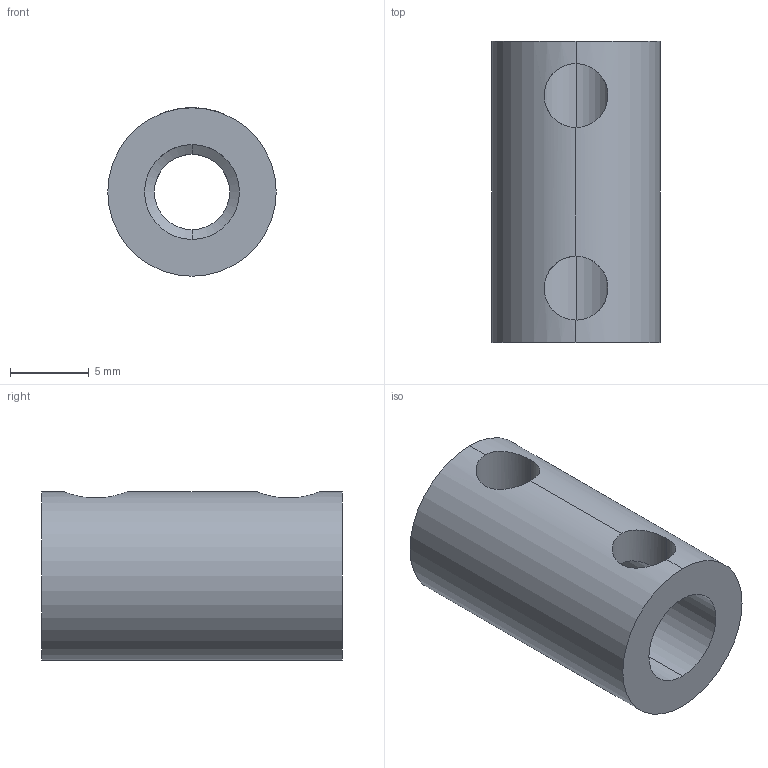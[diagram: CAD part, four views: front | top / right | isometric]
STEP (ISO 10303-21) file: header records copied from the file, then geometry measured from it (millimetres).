
FILE_DESCRIPTION (( 'STEP AP203' ), '1' );
FILE_NAME ('625178.STEP', '2015-04-09T20:11:22', ( 'Kyle' ), ( 'Microsoft' ), 'SwSTEP 2.0', 'SolidWorks 2014', '' );
FILE_SCHEMA (( 'CONFIG_CONTROL_DESIGN' ));
Length unit declared in the file: inch
Products named in the file (1): 625178
Bounding box: 10.67 x 19.05 x 10.67 mm (x, y, z)
Volume: 1191.3 mm3; surface area: 1118.9 mm2
Topology: 1 solids, 1 shells, 14 faces, 44 edges, 28 vertices
Faces by surface type: cylinder 10, cone 2, plane 2
Entity records: 797 total; most frequent: CARTESIAN_POINT 337, ORIENTED_EDGE 88, DIRECTION 70, EDGE_CURVE 44, VERTEX_POINT 28, AXIS2_PLACEMENT_3D 27, B_SPLINE_CURVE_WITH_KNOTS 16, VECTOR 16
